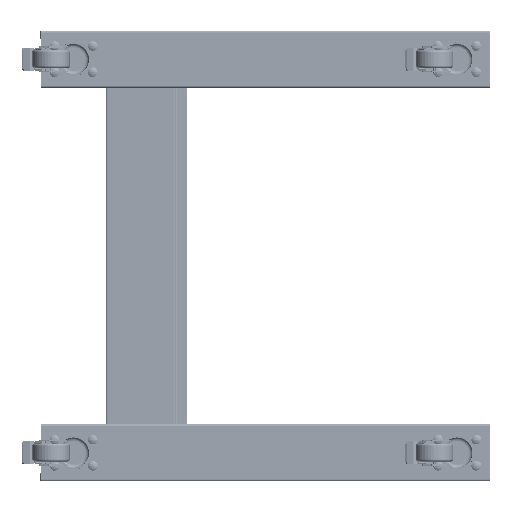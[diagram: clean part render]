
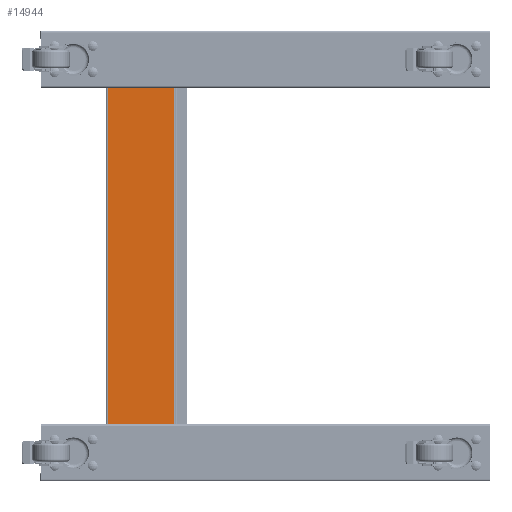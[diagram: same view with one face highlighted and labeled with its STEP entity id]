
A CAD part, front view. The second image highlights one B-rep face of the part: STEP entity #14944.
In plain terms, the highlighted planar face has unit normal (0, -1, 0).
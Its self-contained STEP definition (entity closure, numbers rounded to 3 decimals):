
#596 = VERTEX_POINT ( 'NONE', #59094 ) ;
#994 = DIRECTION ( 'NONE',  ( -1., 0., 0. ) ) ;
#1046 = ORIENTED_EDGE ( 'NONE', *, *, #41242, .T. ) ;
#1222 = CIRCLE ( 'NONE', #25784, 0.5 ) ;
#2104 = ORIENTED_EDGE ( 'NONE', *, *, #35245, .T. ) ;
#2114 = AXIS2_PLACEMENT_3D ( 'NONE', #30323, #68230, #35761 ) ;
#2716 = DIRECTION ( 'NONE',  ( 0., 1., 0. ) ) ;
#2892 = EDGE_CURVE ( 'NONE', #42280, #29214, #53132, .T. ) ;
#3080 = DIRECTION ( 'NONE',  ( 0., 0., 1. ) ) ;
#3207 = EDGE_CURVE ( 'NONE', #45158, #57704, #22507, .T. ) ;
#3295 = ORIENTED_EDGE ( 'NONE', *, *, #44414, .T. ) ;
#3974 = EDGE_LOOP ( 'NONE', ( #9263, #62257 ) ) ;
#4140 = FACE_BOUND ( 'NONE', #3974, .T. ) ;
#6217 = DIRECTION ( 'NONE',  ( 0., 1., 0. ) ) ;
#6826 = CIRCLE ( 'NONE', #57229, 6.3 ) ;
#6973 = EDGE_LOOP ( 'NONE', ( #46521, #2104 ) ) ;
#7842 = EDGE_CURVE ( 'NONE', #29214, #42280, #29530, .T. ) ;
#9263 = ORIENTED_EDGE ( 'NONE', *, *, #19413, .T. ) ;
#9282 = CARTESIAN_POINT ( 'NONE',  ( 300., -1.4, 46.1 ) ) ;
#9647 = LINE ( 'NONE', #67061, #65681 ) ;
#9655 = CARTESIAN_POINT ( 'NONE',  ( -259., -1.4, 2. ) ) ;
#10591 = VERTEX_POINT ( 'NONE', #48401 ) ;
#12400 = DIRECTION ( 'NONE',  ( 0., 0., 1. ) ) ;
#14087 = CARTESIAN_POINT ( 'NONE',  ( -300., -1.4, -45. ) ) ;
#14766 = VERTEX_POINT ( 'NONE', #34225 ) ;
#14944 = ADVANCED_FACE ( 'NONE', ( #54233, #61853, #4140, #37296, #22862 ), #45839, .F. ) ;
#14970 = DIRECTION ( 'NONE',  ( 0., 0., 1. ) ) ;
#15536 = DIRECTION ( 'NONE',  ( 0., 1., 0. ) ) ;
#17870 = CARTESIAN_POINT ( 'NONE',  ( 0., -1.4, 0. ) ) ;
#19413 = EDGE_CURVE ( 'NONE', #57704, #45158, #6826, .T. ) ;
#22507 = CIRCLE ( 'NONE', #68020, 6.3 ) ;
#22862 = FACE_OUTER_BOUND ( 'NONE', #37333, .T. ) ;
#23102 = ORIENTED_EDGE ( 'NONE', *, *, #44937, .F. ) ;
#24652 = CARTESIAN_POINT ( 'NONE',  ( 259., -1.4, 2. ) ) ;
#25784 = AXIS2_PLACEMENT_3D ( 'NONE', #52681, #68344, #14970 ) ;
#25974 = VERTEX_POINT ( 'NONE', #26161 ) ;
#26161 = CARTESIAN_POINT ( 'NONE',  ( -259., -1.4, 2.5 ) ) ;
#26386 = CARTESIAN_POINT ( 'NONE',  ( 235., -1.4, 2. ) ) ;
#26629 = VECTOR ( 'NONE', #53423, 1000. ) ;
#26980 = EDGE_CURVE ( 'NONE', #14766, #596, #9647, .T. ) ;
#27333 = ORIENTED_EDGE ( 'NONE', *, *, #60855, .T. ) ;
#27820 = DIRECTION ( 'NONE',  ( 0., 0., 1. ) ) ;
#29214 = VERTEX_POINT ( 'NONE', #66953 ) ;
#29530 = CIRCLE ( 'NONE', #66791, 0.5 ) ;
#29756 = VERTEX_POINT ( 'NONE', #38873 ) ;
#30323 = CARTESIAN_POINT ( 'NONE',  ( 235., -1.4, 2. ) ) ;
#30455 = CARTESIAN_POINT ( 'NONE',  ( -235., -1.4, 8.3 ) ) ;
#31445 = DIRECTION ( 'NONE',  ( 0., 0., 1. ) ) ;
#31958 = AXIS2_PLACEMENT_3D ( 'NONE', #17870, #56293, #12400 ) ;
#34225 = CARTESIAN_POINT ( 'NONE',  ( -300., -1.4, -42.1 ) ) ;
#34916 = VECTOR ( 'NONE', #45652, 1000. ) ;
#35245 = EDGE_CURVE ( 'NONE', #29756, #25974, #51334, .T. ) ;
#35281 = CIRCLE ( 'NONE', #43735, 6.3 ) ;
#35683 = CARTESIAN_POINT ( 'NONE',  ( 235., -1.4, 8.3 ) ) ;
#35761 = DIRECTION ( 'NONE',  ( 0., 0., 1. ) ) ;
#35911 = DIRECTION ( 'NONE',  ( 0., 0., 1. ) ) ;
#36036 = EDGE_CURVE ( 'NONE', #48280, #596, #52968, .T. ) ;
#37296 = FACE_BOUND ( 'NONE', #51038, .T. ) ;
#37333 = EDGE_LOOP ( 'NONE', ( #69232, #62515, #1046, #23102 ) ) ;
#37408 = LINE ( 'NONE', #14087, #34916 ) ;
#38426 = ORIENTED_EDGE ( 'NONE', *, *, #2892, .T. ) ;
#38431 = VECTOR ( 'NONE', #994, 1000. ) ;
#38873 = CARTESIAN_POINT ( 'NONE',  ( -259., -1.4, 1.5 ) ) ;
#41242 = EDGE_CURVE ( 'NONE', #48280, #10591, #65596, .T. ) ;
#42071 = CARTESIAN_POINT ( 'NONE',  ( -235., -1.4, -4.3 ) ) ;
#42079 = EDGE_LOOP ( 'NONE', ( #38426, #54369 ) ) ;
#42280 = VERTEX_POINT ( 'NONE', #61860 ) ;
#42338 = CARTESIAN_POINT ( 'NONE',  ( -235., -1.4, 2. ) ) ;
#43735 = AXIS2_PLACEMENT_3D ( 'NONE', #26386, #6217, #27820 ) ;
#44414 = EDGE_CURVE ( 'NONE', #62489, #58277, #49368, .T. ) ;
#44937 = EDGE_CURVE ( 'NONE', #14766, #10591, #37408, .T. ) ;
#45158 = VERTEX_POINT ( 'NONE', #42071 ) ;
#45652 = DIRECTION ( 'NONE',  ( 0., 0., 1. ) ) ;
#45839 = PLANE ( 'NONE',  #31958 ) ;
#46409 = DIRECTION ( 'NONE',  ( 0., 0., 1. ) ) ;
#46521 = ORIENTED_EDGE ( 'NONE', *, *, #65841, .T. ) ;
#47842 = DIRECTION ( 'NONE',  ( 0., 1., 0. ) ) ;
#48280 = VERTEX_POINT ( 'NONE', #9282 ) ;
#48401 = CARTESIAN_POINT ( 'NONE',  ( -300., -1.4, 46.1 ) ) ;
#49368 = CIRCLE ( 'NONE', #2114, 6.3 ) ;
#51038 = EDGE_LOOP ( 'NONE', ( #3295, #27333 ) ) ;
#51241 = CARTESIAN_POINT ( 'NONE',  ( 235., -1.4, -4.3 ) ) ;
#51334 = CIRCLE ( 'NONE', #59296, 0.5 ) ;
#52681 = CARTESIAN_POINT ( 'NONE',  ( -259., -1.4, 2. ) ) ;
#52968 = LINE ( 'NONE', #63862, #26629 ) ;
#53132 = CIRCLE ( 'NONE', #64373, 0.5 ) ;
#53423 = DIRECTION ( 'NONE',  ( 0., 0., -1. ) ) ;
#54233 = FACE_BOUND ( 'NONE', #6973, .T. ) ;
#54369 = ORIENTED_EDGE ( 'NONE', *, *, #7842, .T. ) ;
#56293 = DIRECTION ( 'NONE',  ( 0., 1., 0. ) ) ;
#56629 = DIRECTION ( 'NONE',  ( 0., 1., 0. ) ) ;
#57019 = CARTESIAN_POINT ( 'NONE',  ( -235., -1.4, 2. ) ) ;
#57229 = AXIS2_PLACEMENT_3D ( 'NONE', #57019, #2716, #35911 ) ;
#57322 = CARTESIAN_POINT ( 'NONE',  ( 259., -1.4, 2. ) ) ;
#57704 = VERTEX_POINT ( 'NONE', #30455 ) ;
#58277 = VERTEX_POINT ( 'NONE', #51241 ) ;
#59094 = CARTESIAN_POINT ( 'NONE',  ( 300., -1.4, -42.1 ) ) ;
#59296 = AXIS2_PLACEMENT_3D ( 'NONE', #9655, #47842, #69661 ) ;
#60855 = EDGE_CURVE ( 'NONE', #58277, #62489, #35281, .T. ) ;
#60962 = CARTESIAN_POINT ( 'NONE',  ( 300., -1.4, 46.1 ) ) ;
#61853 = FACE_BOUND ( 'NONE', #42079, .T. ) ;
#61860 = CARTESIAN_POINT ( 'NONE',  ( 259., -1.4, 2.5 ) ) ;
#62257 = ORIENTED_EDGE ( 'NONE', *, *, #3207, .T. ) ;
#62489 = VERTEX_POINT ( 'NONE', #35683 ) ;
#62515 = ORIENTED_EDGE ( 'NONE', *, *, #36036, .F. ) ;
#63862 = CARTESIAN_POINT ( 'NONE',  ( 300., -1.4, -45. ) ) ;
#64373 = AXIS2_PLACEMENT_3D ( 'NONE', #57322, #56629, #46409 ) ;
#65596 = LINE ( 'NONE', #60962, #38431 ) ;
#65681 = VECTOR ( 'NONE', #68477, 1000. ) ;
#65841 = EDGE_CURVE ( 'NONE', #25974, #29756, #1222, .T. ) ;
#66791 = AXIS2_PLACEMENT_3D ( 'NONE', #24652, #68048, #3080 ) ;
#66953 = CARTESIAN_POINT ( 'NONE',  ( 259., -1.4, 1.5 ) ) ;
#67061 = CARTESIAN_POINT ( 'NONE',  ( -300., -1.4, -42.1 ) ) ;
#68020 = AXIS2_PLACEMENT_3D ( 'NONE', #42338, #15536, #31445 ) ;
#68048 = DIRECTION ( 'NONE',  ( 0., 1., 0. ) ) ;
#68230 = DIRECTION ( 'NONE',  ( 0., 1., 0. ) ) ;
#68344 = DIRECTION ( 'NONE',  ( 0., 1., 0. ) ) ;
#68477 = DIRECTION ( 'NONE',  ( 1., 0., 0. ) ) ;
#69232 = ORIENTED_EDGE ( 'NONE', *, *, #26980, .T. ) ;
#69661 = DIRECTION ( 'NONE',  ( 0., 0., 1. ) ) ;
